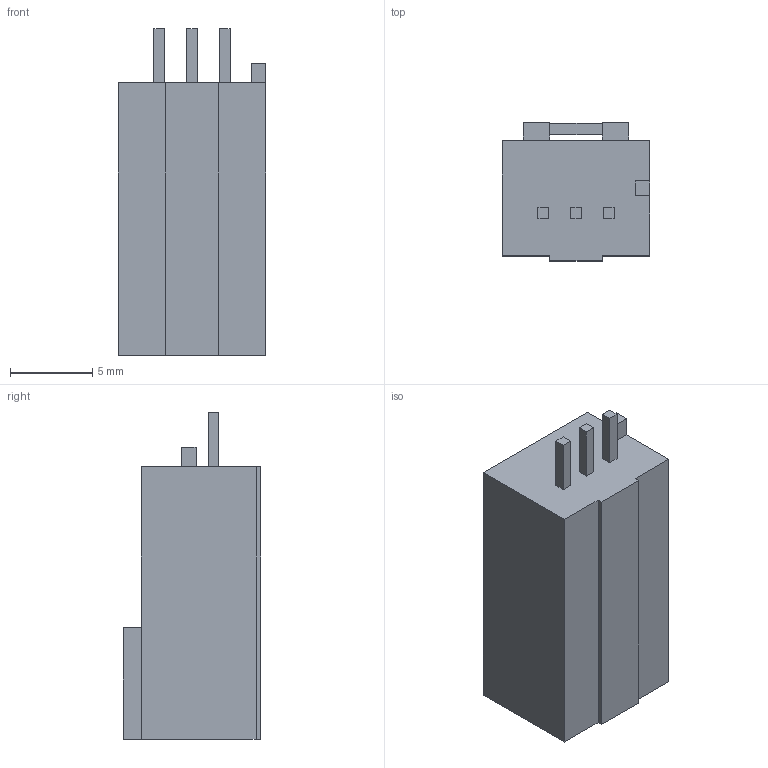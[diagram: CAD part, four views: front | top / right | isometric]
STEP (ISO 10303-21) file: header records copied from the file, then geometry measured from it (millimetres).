
FILE_DESCRIPTION (( 'STEP AP214' ), '1' );
FILE_NAME ('B03B-JWPF-SK-R.STEP', '2011-03-14T09:47:01', ( ' ' ), ( ' ' ), 'SwSTEP 2.0', 'SolidWorks 2005235', '' );
FILE_SCHEMA (( 'AUTOMOTIVE_DESIGN' ));
Length unit declared in the file: millimetre
Products named in the file (1): B03B-JWPF-SK-R
Bounding box: 9 x 8.4 x 19.9 mm (x, y, z)
Volume: 663.1 mm3; surface area: 1060.8 mm2
Topology: 1 solids, 1 shells, 65 faces, 174 edges, 116 vertices
Faces by surface type: plane 65
Entity records: 2730 total; most frequent: CARTESIAN_POINT 356, ORIENTED_EDGE 348, DIRECTION 306, EDGE_CURVE 174, LINE 174, VECTOR 174, VERTEX_POINT 116, EDGE_LOOP 72
